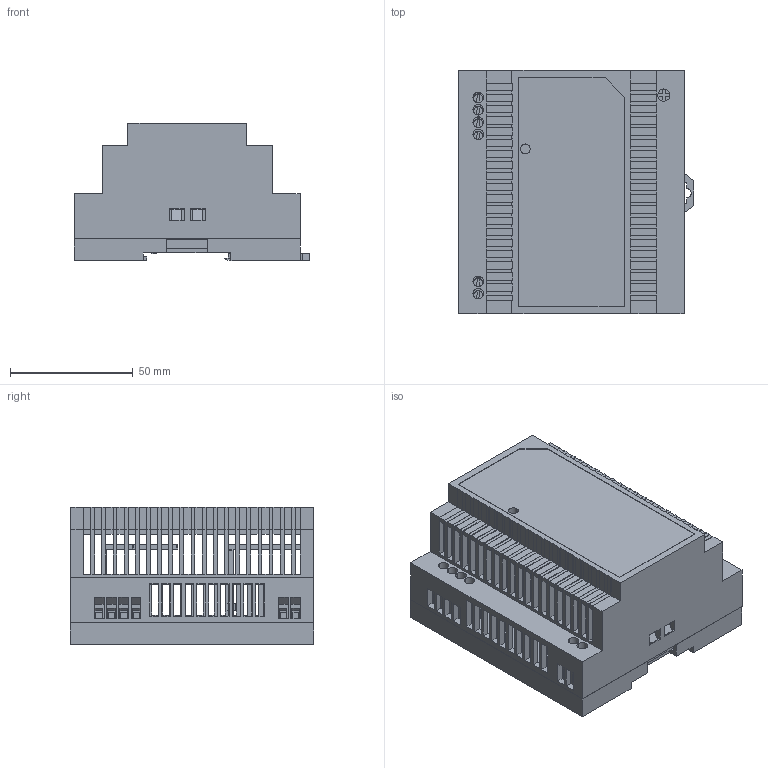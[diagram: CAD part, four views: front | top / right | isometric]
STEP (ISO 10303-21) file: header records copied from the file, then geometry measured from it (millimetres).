
FILE_DESCRIPTION (( 'STEP AP214' ), '1' );
FILE_NAME ('CDKG-S100W軞蚾.STEP', '2025-03-01T05:49:18', ( 'China' ), ( 'Home' ), 'SwSTEP 2.0', 'SolidWorks 2019', '' );
FILE_SCHEMA (( 'AUTOMOTIVE_DESIGN' ));
Length unit declared in the file: millimetre
Products named in the file (8): 諶1; CDKG-S30-24菁裔縐諶; cdkg100散热器; CDKG-S100褲2; CDKG-S100盄繚啣; CDKG-S100菁; 2弇傷赽苤; CDKG-S100W軞蚾
Assembly tree (10 placements, depth 2):
  CDKG-S100W軞蚾
    諶1
    CDKG-S100褲2
    CDKG-S100盄繚啣
    2弇傷赽苤  x3
    CDKG-S30-24菁裔縐諶
    CDKG-S100菁
    cdkg100散热器  x2
Bounding box: 96.2 x 99.4 x 55.92 mm (x, y, z)
Volume: 100520.3 mm3; surface area: 116288.9 mm2
Topology: 11 solids, 11 shells, 1671 faces, 4883 edges, 3164 vertices
Faces by surface type: plane 1548, cylinder 118, bspline 3, torus 2
Entity records: 58378 total; most frequent: ORIENTED_EDGE 8010, CARTESIAN_POINT 7962, DIRECTION 6889, EDGE_CURVE 4005, VECTOR 3843, LINE 3843, VERTEX_POINT 2584, AXIS2_PLACEMENT_3D 1523
